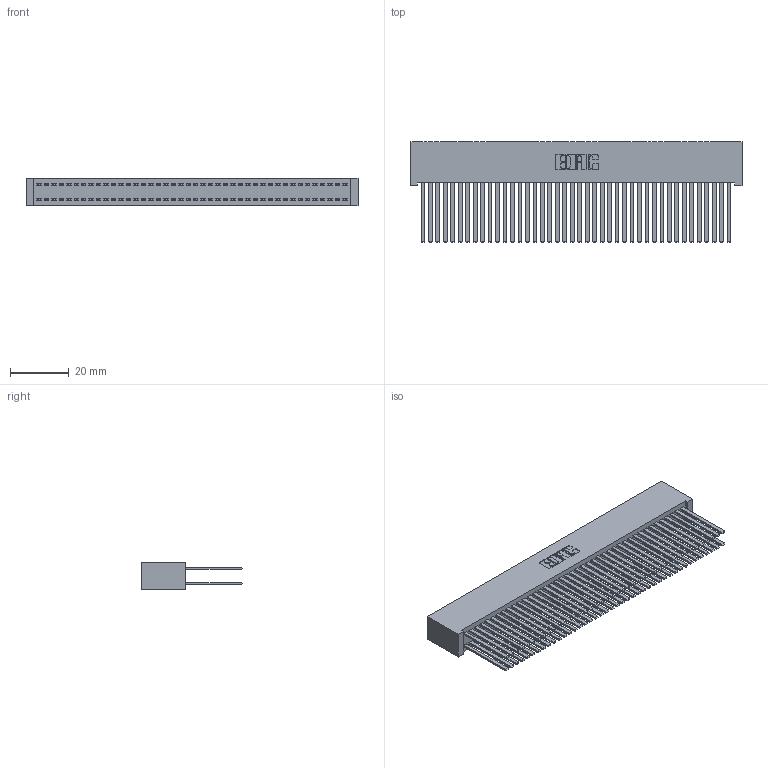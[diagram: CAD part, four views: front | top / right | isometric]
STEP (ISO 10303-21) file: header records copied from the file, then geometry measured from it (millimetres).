
FILE_DESCRIPTION (( 'STEP AP203' ), '1' );
FILE_NAME ('392-084-544-201.STEP', '2019-10-09T15:43:23', ( '' ), ( '' ), 'SwSTEP 2.0', 'SolidWorks 2016', '' );
FILE_SCHEMA (( 'CONFIG_CONTROL_DESIGN' ));
Length unit declared in the file: inch
Products named in the file (3): 342 Part_Lugless; 345-292-001_345-293-144; 392-084-544-201
Assembly tree (85 placements, depth 2):
  392-084-544-201
    342 Part_Lugless
    345-292-001_345-293-144  x84
Bounding box: 112.93 x 34.3 x 9.4 mm (x, y, z)
Volume: 11763.6 mm3; surface area: 22855.5 mm2
Topology: 85 solids, 85 shells, 3966 faces, 11783 edges, 7742 vertices
Faces by surface type: plane 2750, cylinder 1216
Entity records: 26427 total; most frequent: CARTESIAN_POINT 4374, ORIENTED_EDGE 4310, DIRECTION 3727, EDGE_CURVE 2155, VECTOR 2039, LINE 2039, VERTEX_POINT 1434, AXIS2_PLACEMENT_3D 844
